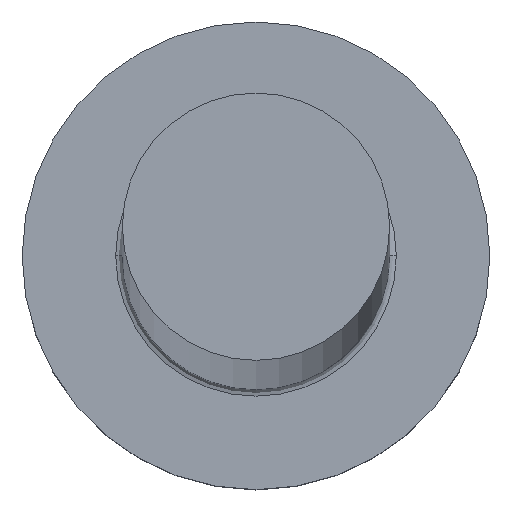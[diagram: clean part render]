
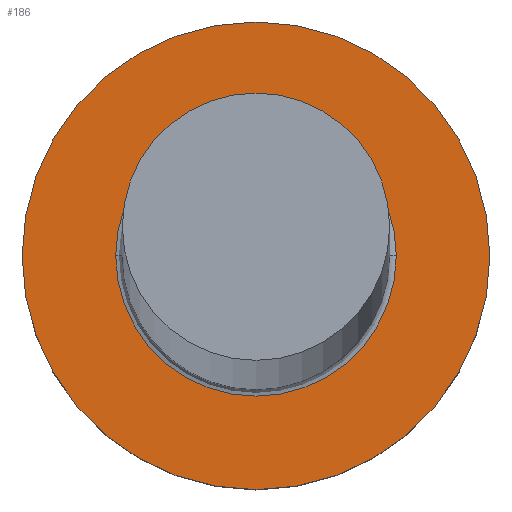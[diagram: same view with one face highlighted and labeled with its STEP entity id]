
A CAD part, top view. The second image highlights one B-rep face of the part: STEP entity #186.
In plain terms, the highlighted planar face has unit normal (0, 0, 1).
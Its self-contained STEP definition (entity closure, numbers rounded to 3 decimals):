
#6 = CARTESIAN_POINT ( 'NONE',  ( 0., 0., 5. ) ) ;
#17 = AXIS2_PLACEMENT_3D ( 'NONE', #282, #307, #27 ) ;
#26 = CARTESIAN_POINT ( 'NONE',  ( 0., 0., 5. ) ) ;
#27 = DIRECTION ( 'NONE',  ( 1., 0., 0. ) ) ;
#30 = CARTESIAN_POINT ( 'NONE',  ( 4.2, 0., 5. ) ) ;
#32 = CIRCLE ( 'NONE', #17, 4.2 ) ;
#39 = ORIENTED_EDGE ( 'NONE', *, *, #174, .T. ) ;
#54 = DIRECTION ( 'NONE',  ( 1., 0., 0. ) ) ;
#85 = VERTEX_POINT ( 'NONE', #231 ) ;
#91 = CARTESIAN_POINT ( 'NONE',  ( -7., 0., 5. ) ) ;
#95 = DIRECTION ( 'NONE',  ( 1., 0., 0. ) ) ;
#99 = DIRECTION ( 'NONE',  ( 1., 0., 0. ) ) ;
#100 = CIRCLE ( 'NONE', #142, 7. ) ;
#106 = VERTEX_POINT ( 'NONE', #91 ) ;
#108 = EDGE_LOOP ( 'NONE', ( #39, #126 ) ) ;
#109 = CIRCLE ( 'NONE', #212, 7. ) ;
#113 = CARTESIAN_POINT ( 'NONE',  ( -4.2, 0., 5. ) ) ;
#122 = DIRECTION ( 'NONE',  ( 0., 0., 1. ) ) ;
#125 = AXIS2_PLACEMENT_3D ( 'NONE', #244, #264, #54 ) ;
#126 = ORIENTED_EDGE ( 'NONE', *, *, #302, .T. ) ;
#142 = AXIS2_PLACEMENT_3D ( 'NONE', #6, #122, #99 ) ;
#144 = DIRECTION ( 'NONE',  ( 0., 0., 1. ) ) ;
#148 = PLANE ( 'NONE',  #270 ) ;
#156 = VERTEX_POINT ( 'NONE', #113 ) ;
#165 = DIRECTION ( 'NONE',  ( 1., 0., 0. ) ) ;
#174 = EDGE_CURVE ( 'NONE', #106, #85, #109, .T. ) ;
#186 = ADVANCED_FACE ( 'NONE', ( #238, #215 ), #148, .T. ) ;
#203 = CIRCLE ( 'NONE', #125, 4.2 ) ;
#207 = ORIENTED_EDGE ( 'NONE', *, *, #222, .T. ) ;
#212 = AXIS2_PLACEMENT_3D ( 'NONE', #304, #280, #165 ) ;
#215 = FACE_OUTER_BOUND ( 'NONE', #108, .T. ) ;
#222 = EDGE_CURVE ( 'NONE', #156, #300, #32, .T. ) ;
#231 = CARTESIAN_POINT ( 'NONE',  ( 7., 0., 5. ) ) ;
#238 = FACE_BOUND ( 'NONE', #301, .T. ) ;
#244 = CARTESIAN_POINT ( 'NONE',  ( 0., 0., 5. ) ) ;
#264 = DIRECTION ( 'NONE',  ( 0., 0., -1. ) ) ;
#270 = AXIS2_PLACEMENT_3D ( 'NONE', #26, #144, #95 ) ;
#280 = DIRECTION ( 'NONE',  ( 0., 0., 1. ) ) ;
#282 = CARTESIAN_POINT ( 'NONE',  ( 0., 0., 5. ) ) ;
#292 = ORIENTED_EDGE ( 'NONE', *, *, #297, .T. ) ;
#297 = EDGE_CURVE ( 'NONE', #300, #156, #203, .T. ) ;
#300 = VERTEX_POINT ( 'NONE', #30 ) ;
#301 = EDGE_LOOP ( 'NONE', ( #292, #207 ) ) ;
#302 = EDGE_CURVE ( 'NONE', #85, #106, #100, .T. ) ;
#304 = CARTESIAN_POINT ( 'NONE',  ( 0., 0., 5. ) ) ;
#307 = DIRECTION ( 'NONE',  ( 0., 0., -1. ) ) ;
